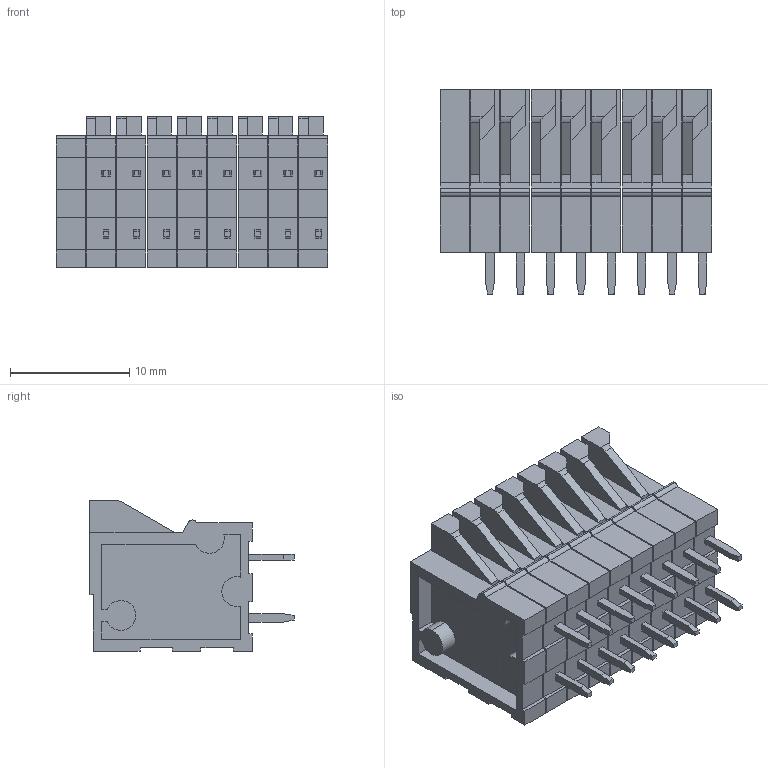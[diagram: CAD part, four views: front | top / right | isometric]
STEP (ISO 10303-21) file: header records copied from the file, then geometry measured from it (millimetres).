
FILE_DESCRIPTION(('FreeCAD Model'),'2;1');
FILE_NAME('Open CASCADE Shape Model','2023-10-05T05:01:38',('Author'),( ''),'Open CASCADE STEP processor 7.6','FreeCAD','Unknown');
FILE_SCHEMA(('AUTOMOTIVE_DESIGN { 1 0 10303 214 1 1 1 1 }'));
Length unit declared in the file: millimetre
Products named in the file (15): Unnamed; end_case; p1; p1_lever; p1_case; p1_pin1; p1_pin2; LinkGroup
Assembly tree (52 placements, depth 4):
  Unnamed
    end_case
    p1
      p1_lever
      p1_case
      p1_pin1
      p1_pin2
    LinkGroup
      p1
        p1_lever
        p1_case
        p1_pin1
        p1_pin2
      p1
        p1_lever
        p1_case
        p1_pin1
        p1_pin2
      p1
        p1_lever
        p1_case
        p1_pin1
        p1_pin2
      p1
        p1_lever
        p1_case
        p1_pin1
        p1_pin2
      p1
        p1_lever
        p1_case
        p1_pin1
        p1_pin2
      p1
        p1_lever
        p1_case
        p1_pin1
        p1_pin2
      p1
        p1_lever
        p1_case
        p1_pin1
        p1_pin2
    p1_lever
    p1_case
    p1_pin1
    p1_pin2
    p1
      p1_lever
      p1_case
      p1_pin1
      p1_pin2
    p1
      p1_lever
      p1_case
      p1_pin1
      p1_pin2
    p1
      p1_lever
      p1_case
Bounding box: 22.76 x 17.1 x 12.6 mm (x, y, z)
Surface area: 8393 mm2
Topology: 61 solids, 61 shells, 1140 faces, 2916 edges, 1914 vertices
Faces by surface type: plane 981, cylinder 84, cone 75
Entity records: 4224 total; most frequent: CARTESIAN_POINT 707, DIRECTION 685, ORIENTED_EDGE 624, EDGE_CURVE 312, LINE 273, VECTOR 273, AXIS2_PLACEMENT_3D 206, VERTEX_POINT 206
